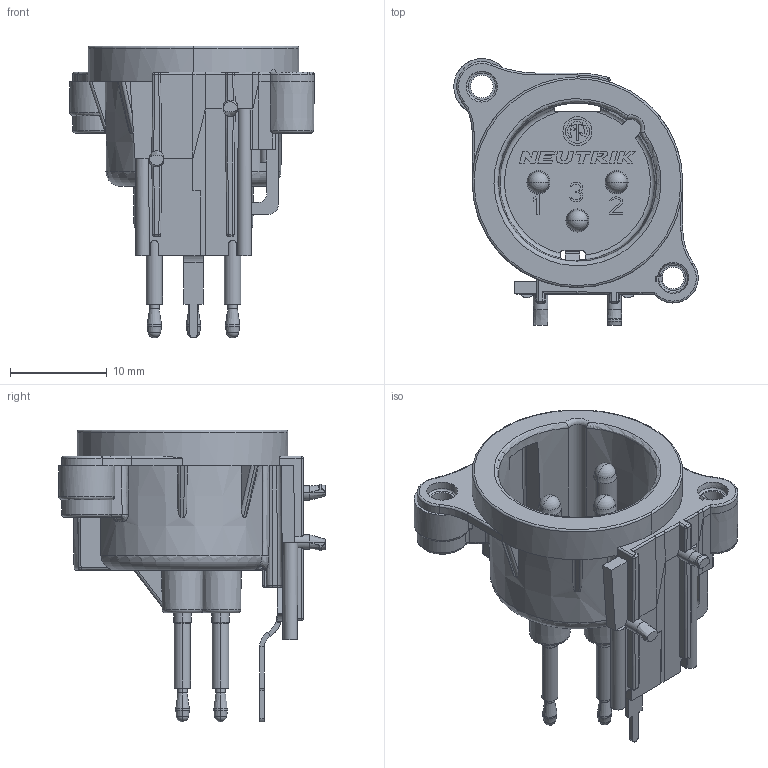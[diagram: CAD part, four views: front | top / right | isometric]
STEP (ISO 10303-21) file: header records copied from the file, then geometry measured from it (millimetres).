
FILE_DESCRIPTION((''),'2;1');
FILE_NAME('30010620','2023-06-19T07:56:02',('SYSTEM'),(''),'CREO PARAMETRIC BY PTC INC, 2021184','CREO PARAMETRIC BY PTC INC, 2021184','');
FILE_SCHEMA(('CONFIG_CONTROL_DESIGN'));
Length unit declared in the file: millimetre
Products named in the file (1): 30010620
Bounding box: 25.3 x 27.6 x 30.2 mm (x, y, z)
Volume: 2591.3 mm3; surface area: 4185.6 mm2
Topology: 1 solids, 1 shells, 744 faces, 1934 edges, 1203 vertices
Faces by surface type: plane 398, cylinder 178, cone 53, bspline 48, torus 39, sphere 26, extrusion 2
Entity records: 24687 total; most frequent: CARTESIAN_POINT 6984, ORIENTED_EDGE 3840, DIRECTION 3458, EDGE_CURVE 1920, VERTEX_POINT 1203, VECTOR 1168, LINE 1166, AXIS2_PLACEMENT_3D 1145
